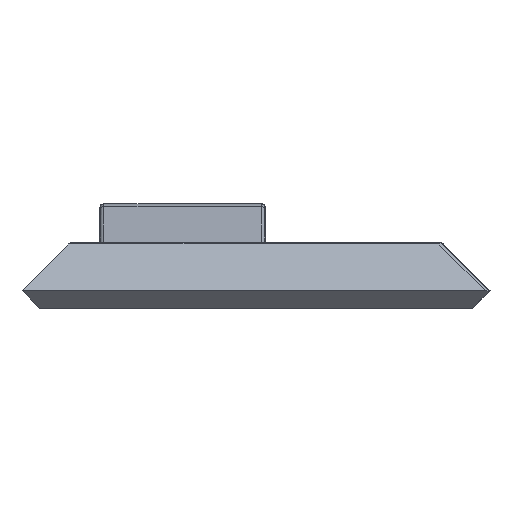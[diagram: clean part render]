
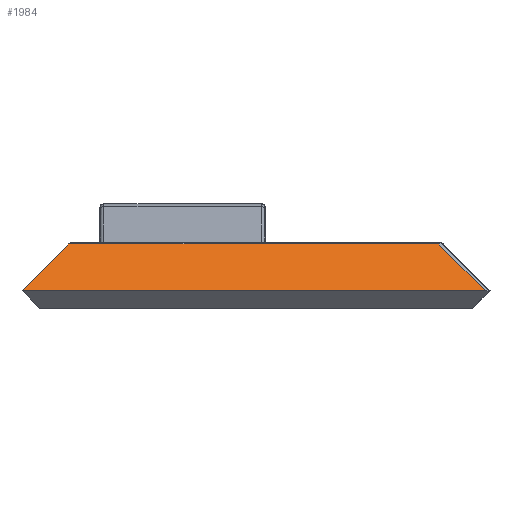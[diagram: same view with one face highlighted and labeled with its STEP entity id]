
A CAD part, left-side view. The second image highlights one B-rep face of the part: STEP entity #1984.
In plain terms, the highlighted planar face has unit normal (-0.707, 0, 0.707).
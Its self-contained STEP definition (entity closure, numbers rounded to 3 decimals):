
#1859=CARTESIAN_POINT('',(47.534,-26.056,279.95));
#1860=VERTEX_POINT('',#1859);
#1868=CARTESIAN_POINT('',(47.534,-70.716,279.95));
#1869=VERTEX_POINT('',#1868);
#1870=CARTESIAN_POINT('',(47.534,-26.056,279.95));
#1871=DIRECTION('',(0.,-1.,-0.));
#1872=VECTOR('',#1871,44.66);
#1873=LINE('',#1870,#1872);
#1874=EDGE_CURVE('',#1860,#1869,#1873,.T.);
#1954=CARTESIAN_POINT('',(41.89,-74.805,274.305));
#1955=DIRECTION('',(-0.707,-0.,0.707));
#1956=DIRECTION('',(0.707,0.,0.707));
#1957=AXIS2_PLACEMENT_3D('',#1954,#1955,#1956);
#1958=PLANE('',#1957);
#1959=ORIENTED_EDGE('',*,*,#1874,.F.);
#1960=CARTESIAN_POINT('',(41.89,-20.411,274.305));
#1961=VERTEX_POINT('',#1960);
#1962=CARTESIAN_POINT('',(47.534,-26.056,279.95));
#1963=DIRECTION('',(-0.577,0.577,-0.577));
#1964=VECTOR('',#1963,9.776);
#1965=LINE('',#1962,#1964);
#1966=EDGE_CURVE('',#1860,#1961,#1965,.T.);
#1967=ORIENTED_EDGE('',*,*,#1966,.T.);
#1968=CARTESIAN_POINT('',(41.89,-76.36,274.305));
#1969=VERTEX_POINT('',#1968);
#1970=CARTESIAN_POINT('',(41.89,-20.411,274.305));
#1971=DIRECTION('',(0.,-1.,-0.));
#1972=VECTOR('',#1971,55.949);
#1973=LINE('',#1970,#1972);
#1974=EDGE_CURVE('',#1961,#1969,#1973,.T.);
#1975=ORIENTED_EDGE('',*,*,#1974,.T.);
#1976=CARTESIAN_POINT('',(47.534,-70.716,279.95));
#1977=DIRECTION('',(-0.577,-0.577,-0.577));
#1978=VECTOR('',#1977,9.776);
#1979=LINE('',#1976,#1978);
#1980=EDGE_CURVE('',#1869,#1969,#1979,.T.);
#1981=ORIENTED_EDGE('',*,*,#1980,.F.);
#1982=EDGE_LOOP('',(#1959,#1967,#1975,#1981));
#1983=FACE_BOUND('',#1982,.T.);
#1984=ADVANCED_FACE('',(#1983),#1958,.T.);
